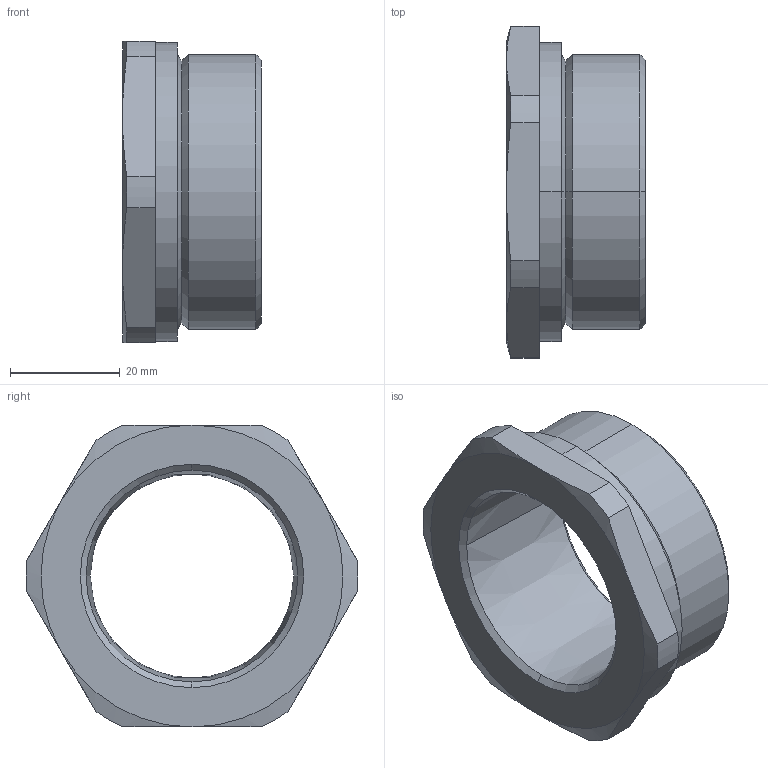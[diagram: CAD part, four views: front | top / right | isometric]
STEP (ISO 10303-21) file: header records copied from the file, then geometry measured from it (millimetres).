
FILE_DESCRIPTION (( 'STEP AP203' ), '1' );
FILE_NAME ('737DM6T4.STEP', '2016-09-30T10:25:27', ( '' ), ( '' ), 'SwSTEP 2.0', 'SolidWorks 2014', '' );
FILE_SCHEMA (( 'CONFIG_CONTROL_DESIGN' ));
Length unit declared in the file: millimetre
Products named in the file (1): 737DM6T4
Bounding box: 25.3 x 60.47 x 55 mm (x, y, z)
Volume: 26064.4 mm3; surface area: 10030.3 mm2
Topology: 1 solids, 1 shells, 40 faces, 94 edges, 58 vertices
Faces by surface type: cone 18, cylinder 12, plane 10
Entity records: 1269 total; most frequent: CARTESIAN_POINT 253, DIRECTION 210, ORIENTED_EDGE 188, EDGE_CURVE 94, AXIS2_PLACEMENT_3D 87, VERTEX_POINT 58, CIRCLE 46, EDGE_LOOP 44
